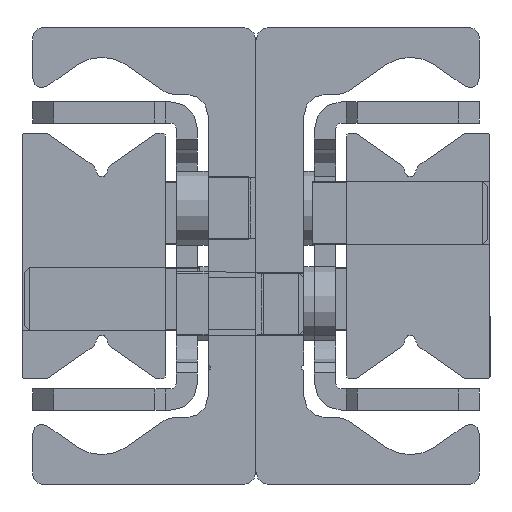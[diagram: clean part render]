
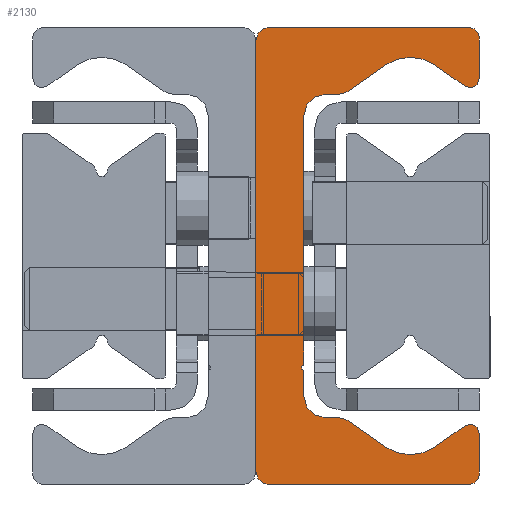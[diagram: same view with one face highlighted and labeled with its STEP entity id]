
A CAD part, left-side view. The second image highlights one B-rep face of the part: STEP entity #2130.
In plain terms, the highlighted planar face has unit normal (-1, 0, 0).
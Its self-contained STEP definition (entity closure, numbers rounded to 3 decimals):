
#1119=CARTESIAN_POINT('',(0.0,9.25,-21.5));
#1120=VERTEX_POINT('',#1119);
#1127=CARTESIAN_POINT('',(0.0,10.5,-20.25));
#1128=VERTEX_POINT('',#1127);
#1129=CARTESIAN_POINT('',(0.0,9.25,-20.25));
#1130=DIRECTION('',(1.0,0.0,0.0));
#1131=DIRECTION('',(0.0,0.0,-1.0));
#1132=AXIS2_PLACEMENT_3D('',#1129,#1130,#1131);
#1133=CIRCLE('',#1132,1.25);
#1134=EDGE_CURVE('',#1120,#1128,#1133,.T.);
#1158=CARTESIAN_POINT('',(0.0,-9.5,-21.5));
#1159=VERTEX_POINT('',#1158);
#1166=CARTESIAN_POINT('',(0.0,-9.5,-21.5));
#1167=DIRECTION('',(0.0,1.0,0.0));
#1168=VECTOR('',#1167,18.75);
#1169=LINE('',#1166,#1168);
#1170=EDGE_CURVE('',#1159,#1120,#1169,.T.);
#1190=CARTESIAN_POINT('',(0.0,-10.5,-20.5));
#1191=VERTEX_POINT('',#1190);
#1198=CARTESIAN_POINT('',(0.0,-9.5,-20.5));
#1199=DIRECTION('',(1.0,0.0,0.0));
#1200=DIRECTION('',(0.0,-1.0,0.0));
#1201=AXIS2_PLACEMENT_3D('',#1198,#1199,#1200);
#1202=CIRCLE('',#1201,1.0);
#1203=EDGE_CURVE('',#1191,#1159,#1202,.T.);
#1222=CARTESIAN_POINT('',(0.0,-10.5,-16.65));
#1223=VERTEX_POINT('',#1222);
#1230=CARTESIAN_POINT('',(0.0,-10.5,-16.65));
#1231=DIRECTION('',(0.0,0.0,-1.0));
#1232=VECTOR('',#1231,3.85);
#1233=LINE('',#1230,#1232);
#1234=EDGE_CURVE('',#1223,#1191,#1233,.T.);
#1254=CARTESIAN_POINT('',(0.0,-9.162,-15.954));
#1255=VERTEX_POINT('',#1254);
#1262=CARTESIAN_POINT('',(0.0,-9.65,-16.65));
#1263=DIRECTION('',(1.0,0.0,0.0));
#1264=DIRECTION('',(0.0,0.574,0.819));
#1265=AXIS2_PLACEMENT_3D('',#1262,#1263,#1264);
#1266=CIRCLE('',#1265,0.85);
#1267=EDGE_CURVE('',#1255,#1223,#1266,.T.);
#1286=CARTESIAN_POINT('',(0.0,-6.294,-17.962));
#1287=VERTEX_POINT('',#1286);
#1294=CARTESIAN_POINT('',(0.0,-6.294,-17.962));
#1295=DIRECTION('',(0.0,-0.819,0.574));
#1296=VECTOR('',#1295,3.501);
#1297=LINE('',#1294,#1296);
#1298=EDGE_CURVE('',#1287,#1255,#1297,.T.);
#1318=CARTESIAN_POINT('',(0.0,-1.706,-17.962));
#1319=VERTEX_POINT('',#1318);
#1326=CARTESIAN_POINT('',(0.0,-4.,-14.685));
#1327=DIRECTION('',(-1.0,0.0,0.0));
#1328=DIRECTION('',(0.0,0.574,0.819));
#1329=AXIS2_PLACEMENT_3D('',#1326,#1327,#1328);
#1330=CIRCLE('',#1329,4.0);
#1331=EDGE_CURVE('',#1319,#1287,#1330,.T.);
#1350=CARTESIAN_POINT('',(0.0,1.722,-15.562));
#1351=VERTEX_POINT('',#1350);
#1358=CARTESIAN_POINT('',(0.0,1.722,-15.562));
#1359=DIRECTION('',(0.0,-0.819,-0.574));
#1360=VECTOR('',#1359,4.185);
#1361=LINE('',#1358,#1360);
#1362=EDGE_CURVE('',#1351,#1319,#1361,.T.);
#1382=CARTESIAN_POINT('',(0.0,2.869,-15.2));
#1383=VERTEX_POINT('',#1382);
#1390=CARTESIAN_POINT('',(0.0,2.869,-17.2));
#1391=DIRECTION('',(1.0,0.0,0.0));
#1392=DIRECTION('',(0.0,0.0,1.0));
#1393=AXIS2_PLACEMENT_3D('',#1390,#1391,#1392);
#1394=CIRCLE('',#1393,2.0);
#1395=EDGE_CURVE('',#1383,#1351,#1394,.T.);
#1414=CARTESIAN_POINT('',(0.0,4.,-15.2));
#1415=VERTEX_POINT('',#1414);
#1422=CARTESIAN_POINT('',(0.0,4.,-15.2));
#1423=DIRECTION('',(0.0,-1.0,0.0));
#1424=VECTOR('',#1423,1.131);
#1425=LINE('',#1422,#1424);
#1426=EDGE_CURVE('',#1415,#1383,#1425,.T.);
#1446=CARTESIAN_POINT('',(0.0,6.,-13.2));
#1447=VERTEX_POINT('',#1446);
#1454=CARTESIAN_POINT('',(0.0,4.,-13.2));
#1455=DIRECTION('',(-1.0,0.0,0.0));
#1456=DIRECTION('',(0.0,0.0,1.0));
#1457=AXIS2_PLACEMENT_3D('',#1454,#1455,#1456);
#1458=CIRCLE('',#1457,2.0);
#1459=EDGE_CURVE('',#1447,#1415,#1458,.T.);
#1478=CARTESIAN_POINT('',(0.0,6.,-10.75));
#1479=VERTEX_POINT('',#1478);
#1486=CARTESIAN_POINT('',(0.0,6.,-10.75));
#1487=DIRECTION('',(0.0,0.0,-1.0));
#1488=VECTOR('',#1487,2.45);
#1489=LINE('',#1486,#1488);
#1490=EDGE_CURVE('',#1479,#1447,#1489,.T.);
#1510=CARTESIAN_POINT('',(0.0,6.,-10.25));
#1511=VERTEX_POINT('',#1510);
#1518=CARTESIAN_POINT('',(0.0,6.,-10.5));
#1519=DIRECTION('',(-1.0,0.0,0.0));
#1520=DIRECTION('',(0.0,0.0,1.0));
#1521=AXIS2_PLACEMENT_3D('',#1518,#1519,#1520);
#1522=CIRCLE('',#1521,0.25);
#1523=EDGE_CURVE('',#1511,#1479,#1522,.T.);
#1542=CARTESIAN_POINT('',(0.0,6.,13.2));
#1543=VERTEX_POINT('',#1542);
#1550=CARTESIAN_POINT('',(0.0,6.,13.2));
#1551=DIRECTION('',(0.0,0.0,-1.0));
#1552=VECTOR('',#1551,23.45);
#1553=LINE('',#1550,#1552);
#1554=EDGE_CURVE('',#1543,#1511,#1553,.T.);
#1655=CARTESIAN_POINT('',(0.0,4.,15.2));
#1656=VERTEX_POINT('',#1655);
#1663=CARTESIAN_POINT('',(0.0,4.,13.2));
#1664=DIRECTION('',(-1.0,0.0,0.0));
#1665=DIRECTION('',(0.0,-1.0,0.0));
#1666=AXIS2_PLACEMENT_3D('',#1663,#1664,#1665);
#1667=CIRCLE('',#1666,2.);
#1668=EDGE_CURVE('',#1656,#1543,#1667,.T.);
#1687=CARTESIAN_POINT('',(0.0,2.869,15.2));
#1688=VERTEX_POINT('',#1687);
#1695=CARTESIAN_POINT('',(0.0,2.869,15.2));
#1696=DIRECTION('',(0.0,1.0,0.0));
#1697=VECTOR('',#1696,1.131);
#1698=LINE('',#1695,#1697);
#1699=EDGE_CURVE('',#1688,#1656,#1698,.T.);
#1719=CARTESIAN_POINT('',(0.0,1.722,15.562));
#1720=VERTEX_POINT('',#1719);
#1727=CARTESIAN_POINT('',(0.0,2.869,17.2));
#1728=DIRECTION('',(1.0,0.0,0.0));
#1729=DIRECTION('',(0.0,-0.574,-0.819));
#1730=AXIS2_PLACEMENT_3D('',#1727,#1728,#1729);
#1731=CIRCLE('',#1730,2.0);
#1732=EDGE_CURVE('',#1720,#1688,#1731,.T.);
#1751=CARTESIAN_POINT('',(0.0,-1.706,17.962));
#1752=VERTEX_POINT('',#1751);
#1759=CARTESIAN_POINT('',(0.0,-1.706,17.962));
#1760=DIRECTION('',(0.0,0.819,-0.574));
#1761=VECTOR('',#1760,4.185);
#1762=LINE('',#1759,#1761);
#1763=EDGE_CURVE('',#1752,#1720,#1762,.T.);
#1783=CARTESIAN_POINT('',(0.0,-6.294,17.962));
#1784=VERTEX_POINT('',#1783);
#1791=CARTESIAN_POINT('',(0.0,-4.,14.685));
#1792=DIRECTION('',(-1.0,0.0,0.0));
#1793=DIRECTION('',(0.0,-0.574,-0.819));
#1794=AXIS2_PLACEMENT_3D('',#1791,#1792,#1793);
#1795=CIRCLE('',#1794,4.0);
#1796=EDGE_CURVE('',#1784,#1752,#1795,.T.);
#1815=CARTESIAN_POINT('',(0.0,-9.162,15.954));
#1816=VERTEX_POINT('',#1815);
#1823=CARTESIAN_POINT('',(0.0,-9.162,15.954));
#1824=DIRECTION('',(0.0,0.819,0.574));
#1825=VECTOR('',#1824,3.501);
#1826=LINE('',#1823,#1825);
#1827=EDGE_CURVE('',#1816,#1784,#1826,.T.);
#1847=CARTESIAN_POINT('',(0.0,-10.5,16.65));
#1848=VERTEX_POINT('',#1847);
#1855=CARTESIAN_POINT('',(0.0,-9.65,16.65));
#1856=DIRECTION('',(1.0,0.0,0.0));
#1857=DIRECTION('',(0.0,-1.0,0.0));
#1858=AXIS2_PLACEMENT_3D('',#1855,#1856,#1857);
#1859=CIRCLE('',#1858,0.85);
#1860=EDGE_CURVE('',#1848,#1816,#1859,.T.);
#1879=CARTESIAN_POINT('',(0.0,-10.5,20.5));
#1880=VERTEX_POINT('',#1879);
#1887=CARTESIAN_POINT('',(0.0,-10.5,20.5));
#1888=DIRECTION('',(0.0,0.0,-1.0));
#1889=VECTOR('',#1888,3.85);
#1890=LINE('',#1887,#1889);
#1891=EDGE_CURVE('',#1880,#1848,#1890,.T.);
#1911=CARTESIAN_POINT('',(0.0,-9.5,21.5));
#1912=VERTEX_POINT('',#1911);
#1919=CARTESIAN_POINT('',(0.0,-9.5,20.5));
#1920=DIRECTION('',(1.0,0.0,0.0));
#1921=DIRECTION('',(0.0,0.0,1.0));
#1922=AXIS2_PLACEMENT_3D('',#1919,#1920,#1921);
#1923=CIRCLE('',#1922,1.0);
#1924=EDGE_CURVE('',#1912,#1880,#1923,.T.);
#1943=CARTESIAN_POINT('',(0.0,9.25,21.5));
#1944=VERTEX_POINT('',#1943);
#1951=CARTESIAN_POINT('',(0.0,9.25,21.5));
#1952=DIRECTION('',(0.0,-1.0,0.0));
#1953=VECTOR('',#1952,18.75);
#1954=LINE('',#1951,#1953);
#1955=EDGE_CURVE('',#1944,#1912,#1954,.T.);
#1975=CARTESIAN_POINT('',(0.0,10.5,20.25));
#1976=VERTEX_POINT('',#1975);
#1983=CARTESIAN_POINT('',(0.0,9.25,20.25));
#1984=DIRECTION('',(1.0,0.0,0.0));
#1985=DIRECTION('',(0.0,1.0,0.0));
#1986=AXIS2_PLACEMENT_3D('',#1983,#1984,#1985);
#1987=CIRCLE('',#1986,1.25);
#1988=EDGE_CURVE('',#1976,#1944,#1987,.T.);
#2006=CARTESIAN_POINT('',(0.0,10.5,-20.25));
#2007=DIRECTION('',(0.0,0.0,1.0));
#2008=VECTOR('',#2007,40.5);
#2009=LINE('',#2006,#2008);
#2010=EDGE_CURVE('',#1128,#1976,#2009,.T.);
#2097=CARTESIAN_POINT('',(0.0,2.66,-0.019));
#2098=DIRECTION('',(1.0,0.0,0.0));
#2099=DIRECTION('',(0.0,0.0,-1.0));
#2100=AXIS2_PLACEMENT_3D('',#2097,#2098,#2099);
#2101=PLANE('',#2100);
#2102=ORIENTED_EDGE('',*,*,#2010,.F.);
#2103=ORIENTED_EDGE('',*,*,#1134,.F.);
#2104=ORIENTED_EDGE('',*,*,#1170,.F.);
#2105=ORIENTED_EDGE('',*,*,#1203,.F.);
#2106=ORIENTED_EDGE('',*,*,#1234,.F.);
#2107=ORIENTED_EDGE('',*,*,#1267,.F.);
#2108=ORIENTED_EDGE('',*,*,#1298,.F.);
#2109=ORIENTED_EDGE('',*,*,#1331,.F.);
#2110=ORIENTED_EDGE('',*,*,#1362,.F.);
#2111=ORIENTED_EDGE('',*,*,#1395,.F.);
#2112=ORIENTED_EDGE('',*,*,#1426,.F.);
#2113=ORIENTED_EDGE('',*,*,#1459,.F.);
#2114=ORIENTED_EDGE('',*,*,#1490,.F.);
#2115=ORIENTED_EDGE('',*,*,#1523,.F.);
#2116=ORIENTED_EDGE('',*,*,#1554,.F.);
#2117=ORIENTED_EDGE('',*,*,#1668,.F.);
#2118=ORIENTED_EDGE('',*,*,#1699,.F.);
#2119=ORIENTED_EDGE('',*,*,#1732,.F.);
#2120=ORIENTED_EDGE('',*,*,#1763,.F.);
#2121=ORIENTED_EDGE('',*,*,#1796,.F.);
#2122=ORIENTED_EDGE('',*,*,#1827,.F.);
#2123=ORIENTED_EDGE('',*,*,#1860,.F.);
#2124=ORIENTED_EDGE('',*,*,#1891,.F.);
#2125=ORIENTED_EDGE('',*,*,#1924,.F.);
#2126=ORIENTED_EDGE('',*,*,#1955,.F.);
#2127=ORIENTED_EDGE('',*,*,#1988,.F.);
#2128=EDGE_LOOP('',(#2102,#2103,#2104,#2105,#2106,#2107,#2108,#2109,#2110,#2111,#2112,#2113,#2114,#2115,#2116,#2117,#2118,#2119,#2120,#2121,#2122,#2123,#2124,#2125,#2126,#2127));
#2129=FACE_OUTER_BOUND('',#2128,.T.);
#2130=ADVANCED_FACE('',(#2129),#2101,.F.);
